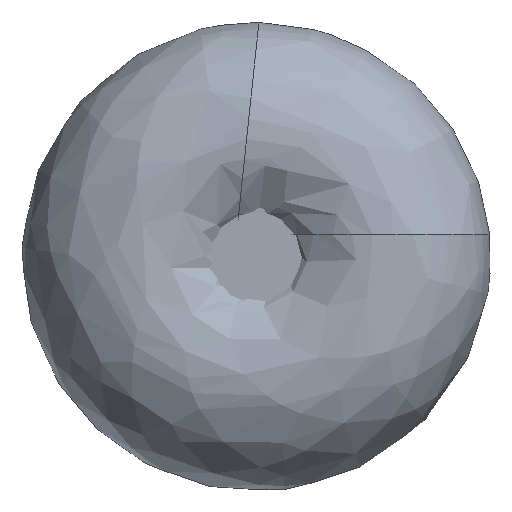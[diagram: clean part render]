
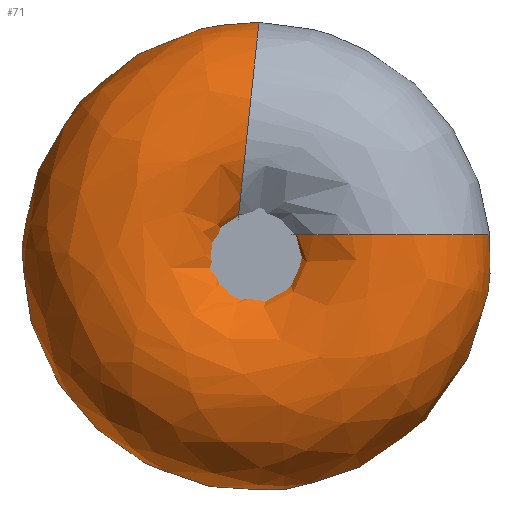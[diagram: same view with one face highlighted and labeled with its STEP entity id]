
A CAD part, left-side view. The second image highlights one B-rep face of the part: STEP entity #71.
In plain terms, the highlighted free-form (B-spline) face has degree [3, 3] with [7, 7] control points.
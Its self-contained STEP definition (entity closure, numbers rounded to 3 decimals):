
#71=ADVANCED_FACE('',(#90,#91),#88,.F.);
#88=(
BOUNDED_SURFACE()
B_SPLINE_SURFACE(3,3,((#331,#332,#333,#334,#335,#336,#337),(#338,#339,#340,
#341,#342,#343,#344),(#345,#346,#347,#348,#349,#350,#351),(#352,#353,#354,
#355,#356,#357,#358),(#359,#360,#361,#362,#363,#364,#365),(#366,#367,#368,
#369,#370,#371,#372),(#373,#374,#375,#376,#377,#378,#379)),
 .UNSPECIFIED.,.T.,.F.,.F.)
B_SPLINE_SURFACE_WITH_KNOTS((1,3,3,3,1),(4,3,4),(-0.5,0.,0.5,1.,1.5),(0.,
0.5,1.),.UNSPECIFIED.)
GEOMETRIC_REPRESENTATION_ITEM()
RATIONAL_B_SPLINE_SURFACE(((1.,0.572,0.572,1.,0.572,
0.572,1.),(0.333,0.191,0.191,
0.333,0.191,0.191,0.333),
(0.333,0.191,0.191,0.333,
0.191,0.191,0.333),(1.,0.572,
0.572,1.,0.572,0.572,1.),(0.333,
0.191,0.191,0.333,0.191,
0.191,0.333),(0.333,0.191,
0.191,0.333,0.191,0.191,
0.333),(1.,0.572,0.572,1.,0.572,
0.572,1.)))
REPRESENTATION_ITEM('')
SURFACE()
);
#90=FACE_BOUND('',#120,.T.);
#91=FACE_BOUND('',#121,.T.);
#120=EDGE_LOOP('',(#152));
#121=EDGE_LOOP('',(#153));
#152=ORIENTED_EDGE('',*,*,#200,.T.);
#153=ORIENTED_EDGE('',*,*,#201,.T.);
#184=VERTEX_POINT('',#328);
#185=VERTEX_POINT('',#330);
#200=EDGE_CURVE('',#184,#184,#216,.T.);
#201=EDGE_CURVE('',#185,#185,#217,.T.);
#216=CIRCLE('',#233,8.);
#217=CIRCLE('',#234,8.);
#233=AXIS2_PLACEMENT_3D('',#327,#265,#266);
#234=AXIS2_PLACEMENT_3D('',#329,#267,#268);
#265=DIRECTION('',(0.,0.994,0.105));
#266=DIRECTION('',(1.,0.,0.));
#267=DIRECTION('',(0.,0.,-1.));
#268=DIRECTION('',(1.,0.,0.));
#327=CARTESIAN_POINT('',(8.,0.66,8.043));
#328=CARTESIAN_POINT('',(16.,0.66,8.043));
#329=CARTESIAN_POINT('',(8.,-7.93,1.5));
#330=CARTESIAN_POINT('',(16.,-7.93,1.5));
#331=CARTESIAN_POINT('',(16.,-7.93,1.5));
#332=CARTESIAN_POINT('',(16.,-9.561,-7.126));
#333=CARTESIAN_POINT('',(16.,-2.093,-11.739));
#334=CARTESIAN_POINT('',(16.,4.89,-6.42));
#335=CARTESIAN_POINT('',(16.,11.873,-1.1));
#336=CARTESIAN_POINT('',(16.,9.409,7.325));
#337=CARTESIAN_POINT('',(16.,0.66,8.043));
#338=CARTESIAN_POINT('',(16.,8.07,1.5));
#339=CARTESIAN_POINT('',(16.,6.439,10.279));
#340=CARTESIAN_POINT('',(16.,-2.342,11.901));
#341=CARTESIAN_POINT('',(16.,-7.002,4.284));
#342=CARTESIAN_POINT('',(16.,-11.662,-3.332));
#343=CARTESIAN_POINT('',(16.,-6.221,-10.412));
#344=CARTESIAN_POINT('',(16.,2.338,-7.869));
#345=CARTESIAN_POINT('',(0.,8.07,1.5));
#346=CARTESIAN_POINT('',(0.,6.439,10.279));
#347=CARTESIAN_POINT('',(0.,-2.342,11.901));
#348=CARTESIAN_POINT('',(0.,-7.002,4.284));
#349=CARTESIAN_POINT('',(0.,-11.662,-3.332));
#350=CARTESIAN_POINT('',(0.,-6.221,-10.412));
#351=CARTESIAN_POINT('',(0.,2.338,-7.869));
#352=CARTESIAN_POINT('',(0.,-7.93,1.5));
#353=CARTESIAN_POINT('',(0.,-9.561,-7.126));
#354=CARTESIAN_POINT('',(0.,-2.093,-11.739));
#355=CARTESIAN_POINT('',(0.,4.89,-6.42));
#356=CARTESIAN_POINT('',(0.,11.873,-1.1));
#357=CARTESIAN_POINT('',(0.,9.409,7.325));
#358=CARTESIAN_POINT('',(0.,0.66,8.043));
#359=CARTESIAN_POINT('',(0.,-23.93,1.5));
#360=CARTESIAN_POINT('',(0.,-25.561,-24.53));
#361=CARTESIAN_POINT('',(0.,-1.844,-35.379));
#362=CARTESIAN_POINT('',(0.,16.783,-17.124));
#363=CARTESIAN_POINT('',(0.,35.409,1.132));
#364=CARTESIAN_POINT('',(0.,25.039,25.063));
#365=CARTESIAN_POINT('',(0.,-1.018,23.955));
#366=CARTESIAN_POINT('',(16.,-23.93,1.5));
#367=CARTESIAN_POINT('',(16.,-25.561,-24.53));
#368=CARTESIAN_POINT('',(16.,-1.844,-35.379));
#369=CARTESIAN_POINT('',(16.,16.783,-17.124));
#370=CARTESIAN_POINT('',(16.,35.409,1.132));
#371=CARTESIAN_POINT('',(16.,25.039,25.063));
#372=CARTESIAN_POINT('',(16.,-1.018,23.955));
#373=CARTESIAN_POINT('',(16.,-7.93,1.5));
#374=CARTESIAN_POINT('',(16.,-9.561,-7.126));
#375=CARTESIAN_POINT('',(16.,-2.093,-11.739));
#376=CARTESIAN_POINT('',(16.,4.89,-6.42));
#377=CARTESIAN_POINT('',(16.,11.873,-1.1));
#378=CARTESIAN_POINT('',(16.,9.409,7.325));
#379=CARTESIAN_POINT('',(16.,0.66,8.043));
